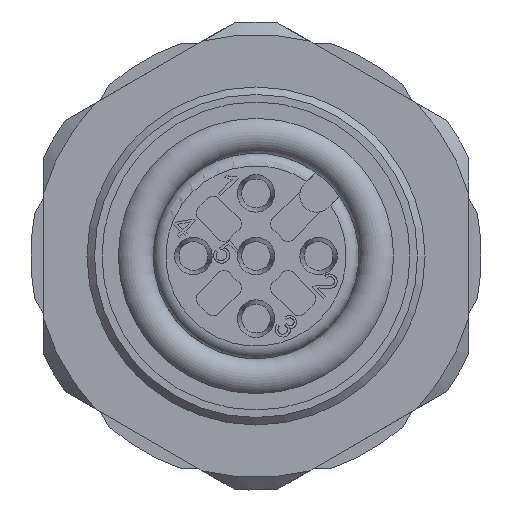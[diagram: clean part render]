
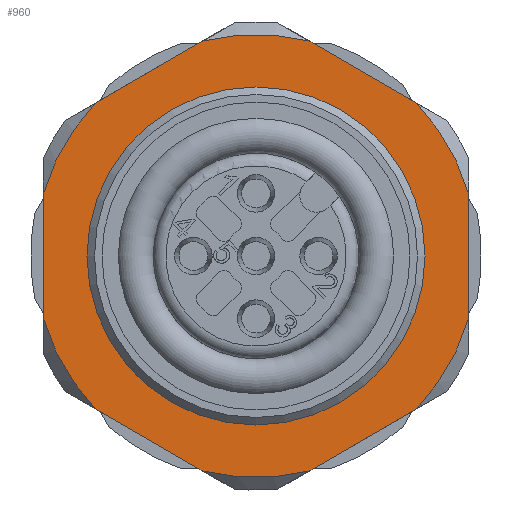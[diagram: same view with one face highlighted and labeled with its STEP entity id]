
A CAD part, front view. The second image highlights one B-rep face of the part: STEP entity #960.
In plain terms, the highlighted planar face has unit normal (0, -1, 0).
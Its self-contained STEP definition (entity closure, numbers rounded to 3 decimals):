
#545=LINE('',#5210,#736);
#546=LINE('',#5215,#737);
#547=LINE('',#5219,#738);
#548=LINE('',#5223,#739);
#549=LINE('',#5227,#740);
#550=LINE('',#5231,#741);
#736=VECTOR('',#4251,1.);
#737=VECTOR('',#4254,1.);
#738=VECTOR('',#4257,1.);
#739=VECTOR('',#4260,1.);
#740=VECTOR('',#4263,1.);
#741=VECTOR('',#4266,1.);
#960=ADVANCED_FACE('',(#1308,#1309),#1201,.F.);
#1201=PLANE('',#3883);
#1308=FACE_BOUND('',#1482,.T.);
#1309=FACE_BOUND('',#1483,.T.);
#1482=EDGE_LOOP('',(#1815));
#1483=EDGE_LOOP('',(#1816,#1817,#1818,#1819,#1820,#1821,#1822,#1823,#1824,
#1825,#1826,#1827));
#1815=ORIENTED_EDGE('',*,*,#3201,.T.);
#1816=ORIENTED_EDGE('',*,*,#3202,.F.);
#1817=ORIENTED_EDGE('',*,*,#3203,.F.);
#1818=ORIENTED_EDGE('',*,*,#3204,.F.);
#1819=ORIENTED_EDGE('',*,*,#3205,.F.);
#1820=ORIENTED_EDGE('',*,*,#3206,.F.);
#1821=ORIENTED_EDGE('',*,*,#3207,.F.);
#1822=ORIENTED_EDGE('',*,*,#3208,.F.);
#1823=ORIENTED_EDGE('',*,*,#3209,.F.);
#1824=ORIENTED_EDGE('',*,*,#3210,.F.);
#1825=ORIENTED_EDGE('',*,*,#3211,.F.);
#1826=ORIENTED_EDGE('',*,*,#3212,.F.);
#1827=ORIENTED_EDGE('',*,*,#3213,.F.);
#2833=VERTEX_POINT('',#5209);
#2834=VERTEX_POINT('',#5211);
#2835=VERTEX_POINT('',#5212);
#2836=VERTEX_POINT('',#5214);
#2837=VERTEX_POINT('',#5216);
#2838=VERTEX_POINT('',#5218);
#2839=VERTEX_POINT('',#5220);
#2840=VERTEX_POINT('',#5222);
#2841=VERTEX_POINT('',#5224);
#2842=VERTEX_POINT('',#5226);
#2843=VERTEX_POINT('',#5228);
#2844=VERTEX_POINT('',#5230);
#2845=VERTEX_POINT('',#5232);
#3201=EDGE_CURVE('',#2833,#2833,#3710,.T.);
#3202=EDGE_CURVE('',#2834,#2835,#545,.T.);
#3203=EDGE_CURVE('',#2836,#2834,#3711,.T.);
#3204=EDGE_CURVE('',#2837,#2836,#546,.T.);
#3205=EDGE_CURVE('',#2838,#2837,#3712,.T.);
#3206=EDGE_CURVE('',#2839,#2838,#547,.T.);
#3207=EDGE_CURVE('',#2840,#2839,#3713,.T.);
#3208=EDGE_CURVE('',#2841,#2840,#548,.T.);
#3209=EDGE_CURVE('',#2842,#2841,#3714,.T.);
#3210=EDGE_CURVE('',#2843,#2842,#549,.T.);
#3211=EDGE_CURVE('',#2844,#2843,#3715,.T.);
#3212=EDGE_CURVE('',#2845,#2844,#550,.T.);
#3213=EDGE_CURVE('',#2835,#2845,#3716,.T.);
#3710=CIRCLE('',#3876,6.75);
#3711=CIRCLE('',#3877,8.85);
#3712=CIRCLE('',#3878,8.85);
#3713=CIRCLE('',#3879,8.85);
#3714=CIRCLE('',#3880,8.85);
#3715=CIRCLE('',#3881,8.85);
#3716=CIRCLE('',#3882,8.85);
#3876=AXIS2_PLACEMENT_3D('',#5208,#4249,#4250);
#3877=AXIS2_PLACEMENT_3D('',#5213,#4252,#4253);
#3878=AXIS2_PLACEMENT_3D('',#5217,#4255,#4256);
#3879=AXIS2_PLACEMENT_3D('',#5221,#4258,#4259);
#3880=AXIS2_PLACEMENT_3D('',#5225,#4261,#4262);
#3881=AXIS2_PLACEMENT_3D('',#5229,#4264,#4265);
#3882=AXIS2_PLACEMENT_3D('',#5233,#4267,#4268);
#3883=AXIS2_PLACEMENT_3D('',#5234,#4269,#4270);
#4249=DIRECTION('',(0.,1.,0.));
#4250=DIRECTION('',(0.5,0.,-0.866));
#4251=DIRECTION('',(0.866,0.,-0.5));
#4252=DIRECTION('',(0.,1.,0.));
#4253=DIRECTION('',(0.5,0.,-0.866));
#4254=DIRECTION('',(0.866,0.,0.5));
#4255=DIRECTION('',(0.,1.,0.));
#4256=DIRECTION('',(0.5,0.,-0.866));
#4257=DIRECTION('',(0.,0.,1.));
#4258=DIRECTION('',(0.,1.,0.));
#4259=DIRECTION('',(0.5,0.,-0.866));
#4260=DIRECTION('',(-0.866,0.,0.5));
#4261=DIRECTION('',(0.,1.,0.));
#4262=DIRECTION('',(0.5,0.,-0.866));
#4263=DIRECTION('',(-0.866,0.,-0.5));
#4264=DIRECTION('',(0.,1.,0.));
#4265=DIRECTION('',(0.5,0.,-0.866));
#4266=DIRECTION('',(0.,0.,-1.));
#4267=DIRECTION('',(0.,1.,0.));
#4268=DIRECTION('',(0.5,0.,-0.866));
#4269=DIRECTION('',(0.,1.,0.));
#4270=DIRECTION('',(0.5,0.,-0.866));
#5208=CARTESIAN_POINT('',(0.,6.5,0.));
#5209=CARTESIAN_POINT('',(3.375,6.5,-5.846));
#5210=CARTESIAN_POINT('',(1.327,6.5,9.049));
#5211=CARTESIAN_POINT('',(2.116,6.5,8.593));
#5212=CARTESIAN_POINT('',(6.384,6.5,6.129));
#5213=CARTESIAN_POINT('',(0.,6.5,0.));
#5214=CARTESIAN_POINT('',(-2.116,6.5,8.593));
#5215=CARTESIAN_POINT('',(-10.096,6.5,3.986));
#5216=CARTESIAN_POINT('',(-6.384,6.5,6.129));
#5217=CARTESIAN_POINT('',(0.,6.5,0.));
#5218=CARTESIAN_POINT('',(-8.5,6.5,2.464));
#5219=CARTESIAN_POINT('',(-8.5,6.5,-3.375));
#5220=CARTESIAN_POINT('',(-8.5,6.5,-2.464));
#5221=CARTESIAN_POINT('',(0.,6.5,0.));
#5222=CARTESIAN_POINT('',(-6.384,6.5,-6.129));
#5223=CARTESIAN_POINT('',(-7.173,6.5,-5.674));
#5224=CARTESIAN_POINT('',(-2.116,6.5,-8.593));
#5225=CARTESIAN_POINT('',(0.,6.5,0.));
#5226=CARTESIAN_POINT('',(2.116,6.5,-8.593));
#5227=CARTESIAN_POINT('',(-1.596,6.5,-10.736));
#5228=CARTESIAN_POINT('',(6.384,6.5,-6.129));
#5229=CARTESIAN_POINT('',(0.,6.5,0.));
#5230=CARTESIAN_POINT('',(8.5,6.5,-2.464));
#5231=CARTESIAN_POINT('',(8.5,6.5,-3.375));
#5232=CARTESIAN_POINT('',(8.5,6.5,2.464));
#5233=CARTESIAN_POINT('',(0.,6.5,0.));
#5234=CARTESIAN_POINT('',(-5.846,6.5,-3.375));
